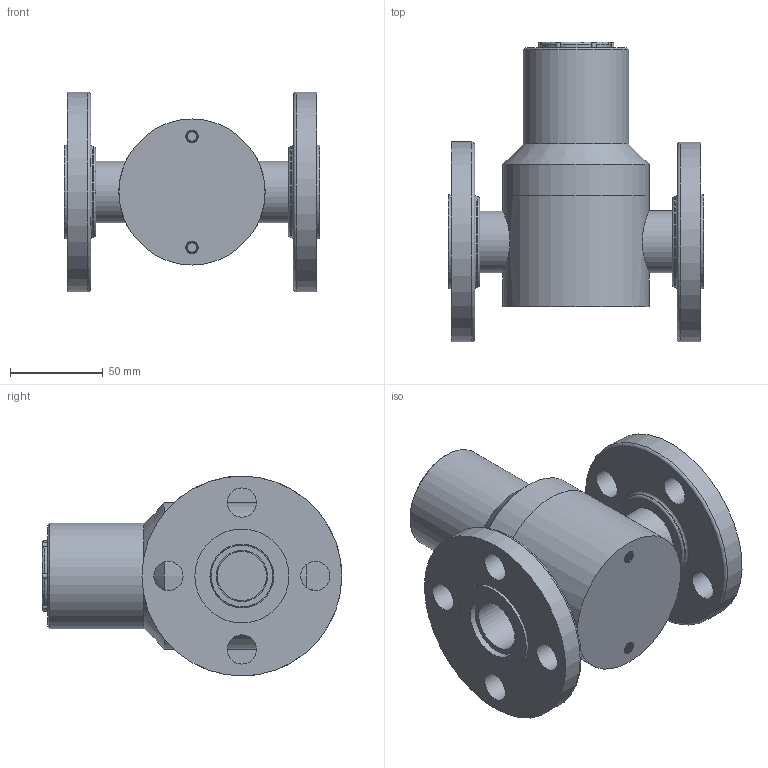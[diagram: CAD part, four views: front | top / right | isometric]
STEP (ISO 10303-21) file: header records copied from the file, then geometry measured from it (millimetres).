
FILE_DESCRIPTION (( 'STEP AP214' ), '1' );
FILE_NAME ('1-1104-3X-150.STEP', '2019-05-20T14:46:47', ( '' ), ( '' ), 'SwSTEP 2.0', 'SolidWorks 2019', '' );
FILE_SCHEMA (( 'AUTOMOTIVE_DESIGN' ));
Length unit declared in the file: millimetre
Products named in the file (13): 32 + 40mm Dust Cap; 1-1104-3X-150; 316 mc b1 flanged body; PVC Bonnet all size_32mm PVC-304; class_150_flange_nps_1_slip_on_rf; 1 flange styb PS-14-1020; PVC Bonnet all size
Assembly tree (7 placements, depth 2):
  1-1104-3X-150
    316 mc b1 flanged body
    1 flange styb PS-14-1020  x2
    PVC Bonnet all size_32mm PVC-304
    32 + 40mm Dust Cap
    class_150_flange_nps_1_slip_on_rf  x2
  class_150_flange_nps_1_slip_on_rf
  316 mc b1 flanged body
  1 flange styb PS-14-1020
  1 flange styb PS-14-1020
Bounding box: 138 x 161.9 x 108 mm (x, y, z)
Volume: 753856.2 mm3; surface area: 130094.1 mm2
Topology: 7 solids, 7 shells, 119 faces, 268 edges, 177 vertices
Faces by surface type: cylinder 45, plane 35, torus 18, bspline 15, cone 6
Full cylindrical faces by diameter (mm): 15.8 x8, 26.5 x2, 27.5 x1, 27.661 x2, 33.401 x2, 33.5 x2, 34.5 x2, 49 x2, 50.8 x2, 51.349 x1, 57 x1, 79 x2, 108 x2
Entity records: 11410 total; most frequent: CARTESIAN_POINT 9059, DIRECTION 404, ORIENTED_EDGE 380, EDGE_CURVE 190, AXIS2_PLACEMENT_3D 187, EDGE_LOOP 152, VERTEX_POINT 140, FACE_OUTER_BOUND 122
